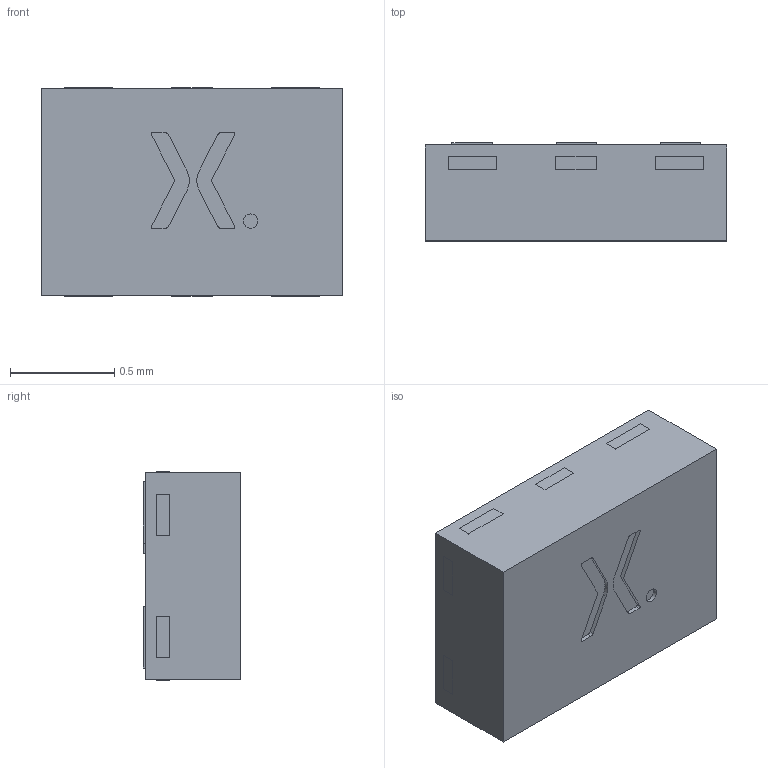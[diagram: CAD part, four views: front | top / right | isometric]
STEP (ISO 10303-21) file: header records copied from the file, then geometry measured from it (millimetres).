
FILE_DESCRIPTION(('FreeCAD Model'),'2;1');
FILE_NAME('Open CASCADE Shape Model','2024-07-08T15:35:47',(''),(''), 'Open CASCADE STEP processor 7.6','FreeCAD','Unknown');
FILE_SCHEMA(('AUTOMOTIVE_DESIGN { 1 0 10303 214 1 1 1 1 }'));
Length unit declared in the file: millimetre
Products named in the file (9): SOT886; SOT886 LF006; SOT886 LF; SOT886 LF001; SOT886 LF002; SOT886 LF003; SOT886 LF004; SOT886 LF005; SOT886 Mold Body
Assembly tree (8 placements, depth 3):
  SOT886
    SOT886 LF006
      SOT886 LF
      SOT886 LF001
      SOT886 LF002
      SOT886 LF003
      SOT886 LF004
      SOT886 LF005
    SOT886 Mold Body
Bounding box: 1.45 x 0.47 x 1 mm (x, y, z)
Volume: 0.7 mm3; surface area: 7.1 mm2
Topology: 7 solids, 7 shells, 113 faces, 276 edges, 180 vertices
Faces by surface type: plane 94, cylinder 19
Entity records: 4028 total; most frequent: CARTESIAN_POINT 578, DIRECTION 558, ORIENTED_EDGE 552, EDGE_CURVE 276, LINE 238, VECTOR 238, VERTEX_POINT 180, AXIS2_PLACEMENT_3D 160
